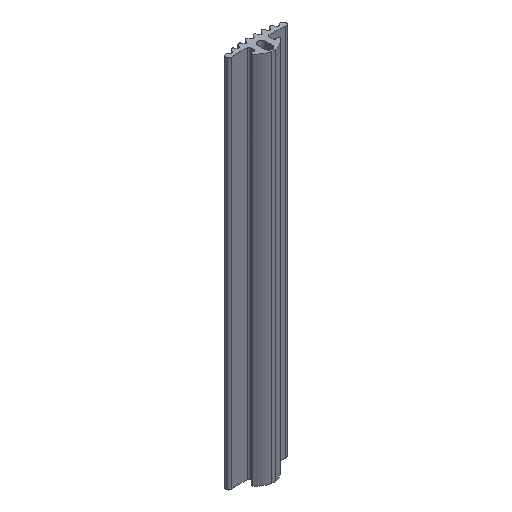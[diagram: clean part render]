
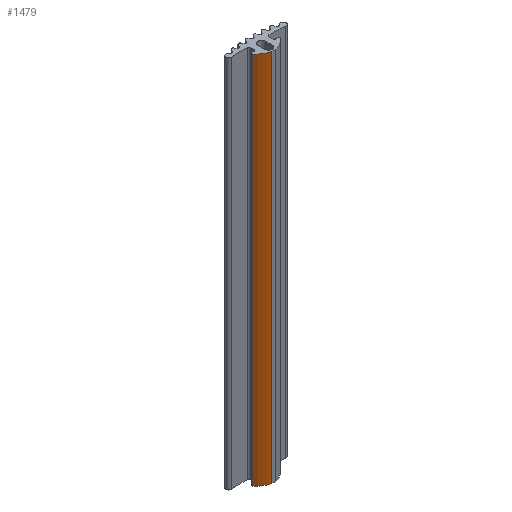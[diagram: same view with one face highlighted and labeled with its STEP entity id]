
A CAD part, isometric view. The second image highlights one B-rep face of the part: STEP entity #1479.
In plain terms, the highlighted cylindrical face has radius 5.5 mm (diameter 11 mm), a partial arc.
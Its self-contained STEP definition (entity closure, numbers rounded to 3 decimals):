
#511=CARTESIAN_POINT('',(-0.547,-4.433,-115.0));
#512=VERTEX_POINT('',#511);
#520=CARTESIAN_POINT('',(-3.656,-2.48,-115.0));
#521=VERTEX_POINT('',#520);
#522=CARTESIAN_POINT('',(0.656,0.934,-115.0));
#523=DIRECTION('',(0.0,0.0,1.0));
#524=DIRECTION('',(-0.784,-0.621,0.0));
#525=AXIS2_PLACEMENT_3D('',#522,#523,#524);
#526=CIRCLE('',#525,5.5);
#527=EDGE_CURVE('',#521,#512,#526,.T.);
#1435=CARTESIAN_POINT('',(-0.547,-4.433,-15.));
#1436=VERTEX_POINT('',#1435);
#1444=CARTESIAN_POINT('',(-0.547,-4.433,-115.0));
#1445=DIRECTION('',(0.0,0.0,1.0));
#1446=VECTOR('',#1445,100.);
#1447=LINE('',#1444,#1446);
#1448=EDGE_CURVE('',#512,#1436,#1447,.T.);
#1455=CARTESIAN_POINT('',(0.656,0.934,-65.0));
#1456=DIRECTION('',(0.0,0.0,1.0));
#1457=DIRECTION('',(-0.784,-0.621,0.0));
#1458=AXIS2_PLACEMENT_3D('',#1455,#1456,#1457);
#1459=CYLINDRICAL_SURFACE('',#1458,5.5);
#1460=CARTESIAN_POINT('',(-3.656,-2.48,-15.));
#1461=VERTEX_POINT('',#1460);
#1462=CARTESIAN_POINT('',(0.656,0.934,-15.0));
#1463=DIRECTION('',(0.0,0.0,-1.0));
#1464=DIRECTION('',(-0.784,-0.621,0.0));
#1465=AXIS2_PLACEMENT_3D('',#1462,#1463,#1464);
#1466=CIRCLE('',#1465,5.5);
#1467=EDGE_CURVE('',#1436,#1461,#1466,.T.);
#1468=ORIENTED_EDGE('',*,*,#1467,.T.);
#1469=CARTESIAN_POINT('',(-3.656,-2.48,-115.0));
#1470=DIRECTION('',(0.0,0.0,1.0));
#1471=VECTOR('',#1470,100.);
#1472=LINE('',#1469,#1471);
#1473=EDGE_CURVE('',#521,#1461,#1472,.T.);
#1474=ORIENTED_EDGE('',*,*,#1473,.F.);
#1475=ORIENTED_EDGE('',*,*,#527,.T.);
#1476=ORIENTED_EDGE('',*,*,#1448,.T.);
#1477=EDGE_LOOP('',(#1468,#1474,#1475,#1476));
#1478=FACE_OUTER_BOUND('',#1477,.T.);
#1479=ADVANCED_FACE('',(#1478),#1459,.T.);
